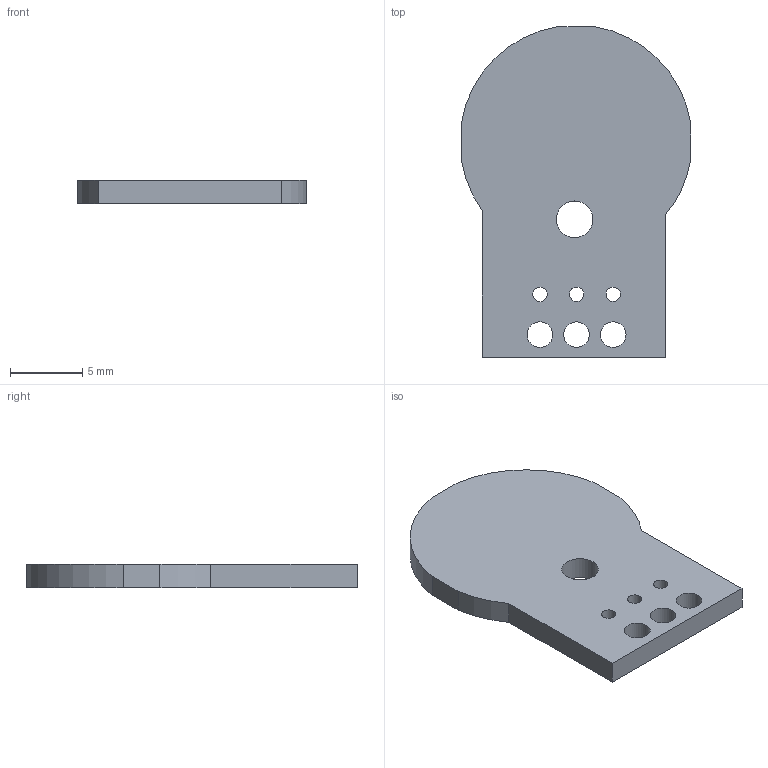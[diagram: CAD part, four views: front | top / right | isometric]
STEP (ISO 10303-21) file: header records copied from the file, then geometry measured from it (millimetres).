
FILE_DESCRIPTION(('KiCad electronic assembly'),'2;1');
FILE_NAME('4272ShaftEncoder.step','2022-08-23T20:06:24',('Pcbnew'),( 'Kicad'),'Open CASCADE STEP processor 7.6','KiCad to STEP converter' ,'Unknown');
FILE_SCHEMA(('AUTOMOTIVE_DESIGN { 1 0 10303 214 1 1 1 1 }'));
Length unit declared in the file: millimetre
Products named in the file (2): 4272ShaftEncoder 1; _autosave-4272ShaftEncoder PCB
Assembly tree (1 placements, depth 2):
  4272ShaftEncoder 1
    _autosave-4272ShaftEncoder PCB
Bounding box: 15.9 x 22.91 x 1.6 mm (x, y, z)
Volume: 460.7 mm3; surface area: 740.4 mm2
Topology: 1 solids, 1 shells, 19 faces, 51 edges, 34 vertices
Faces by surface type: cylinder 11, plane 8
Full cylindrical faces by diameter (mm): 1 x3, 1.778 x3, 2.54 x1
Entity records: 1411 total; most frequent: CARTESIAN_POINT 340, DIRECTION 195, LINE 109, VECTOR 109, ORIENTED_EDGE 102, PCURVE 102, DEFINITIONAL_REPRESENTATION 102, EDGE_CURVE 51
